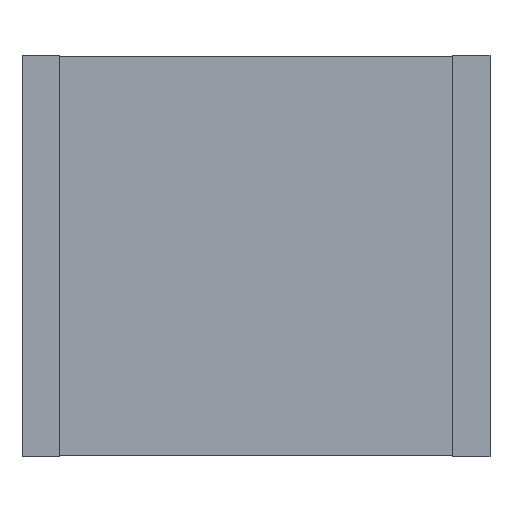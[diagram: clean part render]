
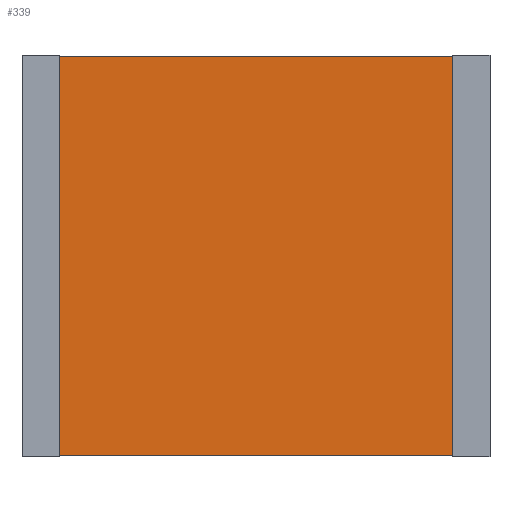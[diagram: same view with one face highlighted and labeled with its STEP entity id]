
A CAD part, front view. The second image highlights one B-rep face of the part: STEP entity #339.
In plain terms, the highlighted planar face has unit normal (0, -1, 0).
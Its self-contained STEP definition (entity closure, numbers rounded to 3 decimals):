
#109 = CARTESIAN_POINT ( 'NONE',  ( 0., 0., -5.38 ) ) ;
#169 = VERTEX_POINT ( 'NONE', #1006 ) ;
#258 = CARTESIAN_POINT ( 'NONE',  ( 0., 0., 0. ) ) ;
#288 = DIRECTION ( 'NONE',  ( 0., 0., -1. ) ) ;
#333 = LINE ( 'NONE', #2471, #1698 ) ;
#339 = ADVANCED_FACE ( 'NONE', ( #2281 ), #1057, .T. ) ;
#485 = CARTESIAN_POINT ( 'NONE',  ( 0.49, 0., 0. ) ) ;
#491 = CARTESIAN_POINT ( 'NONE',  ( 0., 0., 0. ) ) ;
#643 = CARTESIAN_POINT ( 'NONE',  ( 0.49, 0., 0. ) ) ;
#688 = CARTESIAN_POINT ( 'NONE',  ( 5.79, 0., 0. ) ) ;
#768 = ORIENTED_EDGE ( 'NONE', *, *, #1716, .T. ) ;
#807 = LINE ( 'NONE', #258, #868 ) ;
#845 = EDGE_CURVE ( 'NONE', #870, #2208, #807, .T. ) ;
#868 = VECTOR ( 'NONE', #1608, 1000. ) ;
#870 = VERTEX_POINT ( 'NONE', #643 ) ;
#908 = ORIENTED_EDGE ( 'NONE', *, *, #845, .F. ) ;
#1001 = VECTOR ( 'NONE', #2032, 1000. ) ;
#1006 = CARTESIAN_POINT ( 'NONE',  ( 5.79, 0., -5.38 ) ) ;
#1057 = PLANE ( 'NONE',  #1721 ) ;
#1250 = EDGE_CURVE ( 'NONE', #169, #2208, #333, .T. ) ;
#1264 = DIRECTION ( 'NONE',  ( -1., 0., 0. ) ) ;
#1337 = VECTOR ( 'NONE', #1264, 1000. ) ;
#1344 = EDGE_CURVE ( 'NONE', #169, #1379, #1848, .T. ) ;
#1379 = VERTEX_POINT ( 'NONE', #1802 ) ;
#1452 = LINE ( 'NONE', #485, #1001 ) ;
#1510 = DIRECTION ( 'NONE',  ( 0., -1., 0. ) ) ;
#1511 = DIRECTION ( 'NONE',  ( 0., 0., 1. ) ) ;
#1608 = DIRECTION ( 'NONE',  ( 1., 0., 0. ) ) ;
#1698 = VECTOR ( 'NONE', #1511, 1000. ) ;
#1716 = EDGE_CURVE ( 'NONE', #870, #1379, #1452, .T. ) ;
#1721 = AXIS2_PLACEMENT_3D ( 'NONE', #491, #1510, #288 ) ;
#1802 = CARTESIAN_POINT ( 'NONE',  ( 0.49, 0., -5.38 ) ) ;
#1848 = LINE ( 'NONE', #109, #1337 ) ;
#1884 = EDGE_LOOP ( 'NONE', ( #2247, #2068, #908, #768 ) ) ;
#2032 = DIRECTION ( 'NONE',  ( 0., 0., -1. ) ) ;
#2068 = ORIENTED_EDGE ( 'NONE', *, *, #1250, .T. ) ;
#2208 = VERTEX_POINT ( 'NONE', #688 ) ;
#2247 = ORIENTED_EDGE ( 'NONE', *, *, #1344, .F. ) ;
#2281 = FACE_OUTER_BOUND ( 'NONE', #1884, .T. ) ;
#2471 = CARTESIAN_POINT ( 'NONE',  ( 5.79, 0., 0. ) ) ;
